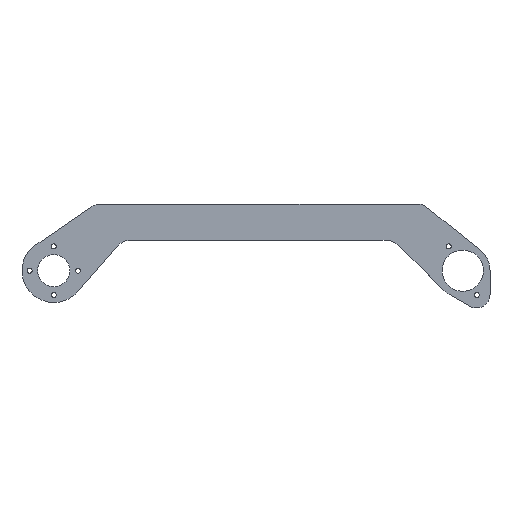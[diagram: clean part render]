
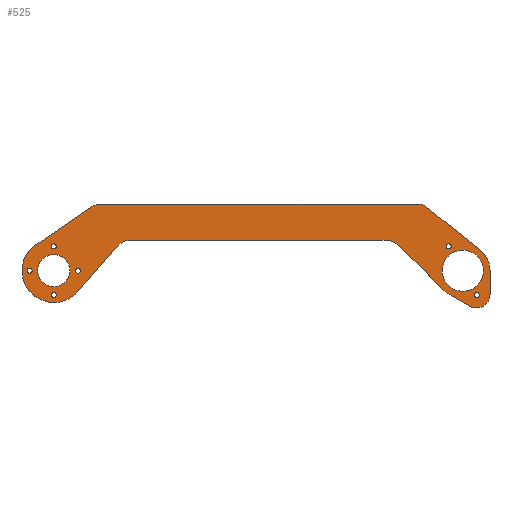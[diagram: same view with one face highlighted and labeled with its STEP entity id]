
A CAD part, top view. The second image highlights one B-rep face of the part: STEP entity #525.
In plain terms, the highlighted planar face has unit normal (0, 0, 1).
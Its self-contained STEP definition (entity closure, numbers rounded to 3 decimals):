
#15=FACE_BOUND('',#92,.T.);
#16=FACE_BOUND('',#93,.T.);
#17=FACE_BOUND('',#94,.T.);
#18=FACE_BOUND('',#95,.T.);
#19=FACE_BOUND('',#96,.T.);
#20=FACE_BOUND('',#97,.T.);
#21=FACE_BOUND('',#98,.T.);
#22=FACE_BOUND('',#99,.T.);
#39=PLANE('',#597);
#65=FACE_OUTER_BOUND('',#91,.T.);
#91=EDGE_LOOP('',(#437,#438,#439,#440,#441,#442,#443,#444,#445,#446,#447,
#448,#449,#450,#451,#452));
#92=EDGE_LOOP('',(#453));
#93=EDGE_LOOP('',(#454));
#94=EDGE_LOOP('',(#455));
#95=EDGE_LOOP('',(#456));
#96=EDGE_LOOP('',(#457));
#97=EDGE_LOOP('',(#458));
#98=EDGE_LOOP('',(#459));
#99=EDGE_LOOP('',(#460));
#119=LINE('',#813,#159);
#123=LINE('',#825,#163);
#127=LINE('',#837,#167);
#131=LINE('',#849,#171);
#135=LINE('',#861,#175);
#139=LINE('',#873,#179);
#143=LINE('',#885,#183);
#147=LINE('',#897,#187);
#159=VECTOR('',#661,10.);
#163=VECTOR('',#673,10.);
#167=VECTOR('',#685,10.);
#171=VECTOR('',#697,10.);
#175=VECTOR('',#709,10.);
#179=VECTOR('',#721,10.);
#183=VECTOR('',#733,10.);
#187=VECTOR('',#745,10.);
#190=CIRCLE('',#543,13.6);
#192=CIRCLE('',#546,1.666);
#194=CIRCLE('',#549,1.666);
#196=CIRCLE('',#552,1.666);
#198=CIRCLE('',#555,1.666);
#200=CIRCLE('',#558,1.666);
#202=CIRCLE('',#561,1.666);
#204=CIRCLE('',#564,10.6);
#206=CIRCLE('',#568,10.);
#208=CIRCLE('',#572,10.);
#210=CIRCLE('',#576,21.);
#212=CIRCLE('',#580,10.);
#214=CIRCLE('',#584,10.);
#216=CIRCLE('',#588,18.);
#218=CIRCLE('',#592,9.);
#220=CIRCLE('',#596,18.);
#222=VERTEX_POINT('',#761);
#224=VERTEX_POINT('',#767);
#226=VERTEX_POINT('',#773);
#228=VERTEX_POINT('',#779);
#230=VERTEX_POINT('',#785);
#232=VERTEX_POINT('',#791);
#234=VERTEX_POINT('',#797);
#236=VERTEX_POINT('',#803);
#239=VERTEX_POINT('',#810);
#240=VERTEX_POINT('',#812);
#242=VERTEX_POINT('',#818);
#244=VERTEX_POINT('',#824);
#246=VERTEX_POINT('',#830);
#248=VERTEX_POINT('',#836);
#250=VERTEX_POINT('',#842);
#252=VERTEX_POINT('',#848);
#254=VERTEX_POINT('',#854);
#256=VERTEX_POINT('',#860);
#258=VERTEX_POINT('',#866);
#260=VERTEX_POINT('',#872);
#262=VERTEX_POINT('',#878);
#264=VERTEX_POINT('',#884);
#266=VERTEX_POINT('',#890);
#268=VERTEX_POINT('',#896);
#271=EDGE_CURVE('',#222,#222,#190,.T.);
#274=EDGE_CURVE('',#224,#224,#192,.T.);
#277=EDGE_CURVE('',#226,#226,#194,.T.);
#280=EDGE_CURVE('',#228,#228,#196,.T.);
#283=EDGE_CURVE('',#230,#230,#198,.T.);
#286=EDGE_CURVE('',#232,#232,#200,.T.);
#289=EDGE_CURVE('',#234,#234,#202,.T.);
#292=EDGE_CURVE('',#236,#236,#204,.T.);
#295=EDGE_CURVE('',#240,#239,#119,.T.);
#298=EDGE_CURVE('',#242,#240,#206,.T.);
#301=EDGE_CURVE('',#244,#242,#123,.T.);
#304=EDGE_CURVE('',#246,#244,#208,.T.);
#307=EDGE_CURVE('',#248,#246,#127,.T.);
#310=EDGE_CURVE('',#250,#248,#210,.T.);
#313=EDGE_CURVE('',#252,#250,#131,.T.);
#316=EDGE_CURVE('',#254,#252,#212,.T.);
#319=EDGE_CURVE('',#256,#254,#135,.T.);
#322=EDGE_CURVE('',#258,#256,#214,.T.);
#325=EDGE_CURVE('',#260,#258,#139,.T.);
#328=EDGE_CURVE('',#262,#260,#216,.T.);
#331=EDGE_CURVE('',#264,#262,#143,.T.);
#334=EDGE_CURVE('',#266,#264,#218,.T.);
#337=EDGE_CURVE('',#268,#266,#147,.T.);
#340=EDGE_CURVE('',#239,#268,#220,.T.);
#437=ORIENTED_EDGE('',*,*,#340,.T.);
#438=ORIENTED_EDGE('',*,*,#337,.T.);
#439=ORIENTED_EDGE('',*,*,#334,.T.);
#440=ORIENTED_EDGE('',*,*,#331,.T.);
#441=ORIENTED_EDGE('',*,*,#328,.T.);
#442=ORIENTED_EDGE('',*,*,#325,.T.);
#443=ORIENTED_EDGE('',*,*,#322,.T.);
#444=ORIENTED_EDGE('',*,*,#319,.T.);
#445=ORIENTED_EDGE('',*,*,#316,.T.);
#446=ORIENTED_EDGE('',*,*,#313,.T.);
#447=ORIENTED_EDGE('',*,*,#310,.T.);
#448=ORIENTED_EDGE('',*,*,#307,.T.);
#449=ORIENTED_EDGE('',*,*,#304,.T.);
#450=ORIENTED_EDGE('',*,*,#301,.T.);
#451=ORIENTED_EDGE('',*,*,#298,.T.);
#452=ORIENTED_EDGE('',*,*,#295,.T.);
#453=ORIENTED_EDGE('',*,*,#271,.T.);
#454=ORIENTED_EDGE('',*,*,#274,.T.);
#455=ORIENTED_EDGE('',*,*,#277,.T.);
#456=ORIENTED_EDGE('',*,*,#280,.T.);
#457=ORIENTED_EDGE('',*,*,#283,.T.);
#458=ORIENTED_EDGE('',*,*,#286,.T.);
#459=ORIENTED_EDGE('',*,*,#289,.T.);
#460=ORIENTED_EDGE('',*,*,#292,.T.);
#525=ADVANCED_FACE('',(#65,#15,#16,#17,#18,#19,#20,#21,#22),#39,.T.);
#543=AXIS2_PLACEMENT_3D('',#763,#606,#607);
#546=AXIS2_PLACEMENT_3D('',#769,#613,#614);
#549=AXIS2_PLACEMENT_3D('',#775,#620,#621);
#552=AXIS2_PLACEMENT_3D('',#781,#627,#628);
#555=AXIS2_PLACEMENT_3D('',#787,#634,#635);
#558=AXIS2_PLACEMENT_3D('',#793,#641,#642);
#561=AXIS2_PLACEMENT_3D('',#799,#648,#649);
#564=AXIS2_PLACEMENT_3D('',#805,#655,#656);
#568=AXIS2_PLACEMENT_3D('',#819,#667,#668);
#572=AXIS2_PLACEMENT_3D('',#831,#679,#680);
#576=AXIS2_PLACEMENT_3D('',#843,#691,#692);
#580=AXIS2_PLACEMENT_3D('',#855,#703,#704);
#584=AXIS2_PLACEMENT_3D('',#867,#715,#716);
#588=AXIS2_PLACEMENT_3D('',#879,#727,#728);
#592=AXIS2_PLACEMENT_3D('',#891,#739,#740);
#596=AXIS2_PLACEMENT_3D('',#901,#751,#752);
#597=AXIS2_PLACEMENT_3D('',#902,#753,#754);
#606=DIRECTION('center_axis',(0.,0.,-1.));
#607=DIRECTION('ref_axis',(1.,0.,0.));
#613=DIRECTION('center_axis',(0.,0.,-1.));
#614=DIRECTION('ref_axis',(1.,0.,0.));
#620=DIRECTION('center_axis',(0.,0.,-1.));
#621=DIRECTION('ref_axis',(1.,0.,0.));
#627=DIRECTION('center_axis',(0.,0.,-1.));
#628=DIRECTION('ref_axis',(1.,0.,0.));
#634=DIRECTION('center_axis',(0.,0.,-1.));
#635=DIRECTION('ref_axis',(1.,0.,0.));
#641=DIRECTION('center_axis',(0.,0.,-1.));
#642=DIRECTION('ref_axis',(1.,0.,0.));
#648=DIRECTION('center_axis',(0.,0.,-1.));
#649=DIRECTION('ref_axis',(1.,0.,0.));
#655=DIRECTION('center_axis',(0.,0.,-1.));
#656=DIRECTION('ref_axis',(1.,0.,0.));
#661=DIRECTION('',(0.712,-0.702,0.));
#667=DIRECTION('center_axis',(0.,0.,-1.));
#668=DIRECTION('ref_axis',(0.702,0.712,0.));
#673=DIRECTION('',(1.,0.,0.));
#679=DIRECTION('center_axis',(0.,0.,-1.));
#680=DIRECTION('ref_axis',(0.,1.,0.));
#685=DIRECTION('',(0.659,0.752,0.));
#691=DIRECTION('center_axis',(0.,0.,1.));
#692=DIRECTION('ref_axis',(1.,0.,0.));
#697=DIRECTION('',(-0.825,-0.566,0.));
#703=DIRECTION('center_axis',(0.,0.,1.));
#704=DIRECTION('ref_axis',(0.,1.,0.));
#709=DIRECTION('',(-1.,0.,0.));
#715=DIRECTION('center_axis',(0.,0.,1.));
#716=DIRECTION('ref_axis',(0.621,0.784,0.));
#721=DIRECTION('',(-0.784,0.621,0.));
#727=DIRECTION('center_axis',(0.,0.,1.));
#728=DIRECTION('ref_axis',(1.,0.,0.));
#733=DIRECTION('',(0.,1.,0.));
#739=DIRECTION('center_axis',(0.,0.,1.));
#740=DIRECTION('ref_axis',(1.,0.,0.));
#745=DIRECTION('',(0.866,-0.5,0.));
#751=DIRECTION('center_axis',(0.,0.,1.));
#752=DIRECTION('ref_axis',(1.,0.,0.));
#753=DIRECTION('center_axis',(0.,0.,1.));
#754=DIRECTION('ref_axis',(1.,0.,0.));
#761=CARTESIAN_POINT('',(256.4,0.,6.));
#763=CARTESIAN_POINT('Origin',(270.,0.,6.));
#767=CARTESIAN_POINT('',(259.084,16.021,6.));
#769=CARTESIAN_POINT('Origin',(260.75,16.021,6.));
#773=CARTESIAN_POINT('',(277.584,-16.021,6.));
#775=CARTESIAN_POINT('Origin',(279.25,-16.021,6.));
#779=CARTESIAN_POINT('',(-17.666,0.,6.));
#781=CARTESIAN_POINT('Origin',(-16.,0.,6.));
#785=CARTESIAN_POINT('',(-1.666,16.,6.));
#787=CARTESIAN_POINT('Origin',(0.,16.,6.));
#791=CARTESIAN_POINT('',(-1.666,-16.,6.));
#793=CARTESIAN_POINT('Origin',(0.,-16.,6.));
#797=CARTESIAN_POINT('',(14.334,0.,6.));
#799=CARTESIAN_POINT('Origin',(16.,0.,6.));
#803=CARTESIAN_POINT('',(-10.6,0.,6.));
#805=CARTESIAN_POINT('Origin',(0.,0.,6.));
#810=CARTESIAN_POINT('',(257.357,-12.813,6.));
#812=CARTESIAN_POINT('',(227.024,17.118,6.));
#813=CARTESIAN_POINT('',(257.357,-12.813,6.));
#818=CARTESIAN_POINT('',(220.,20.,6.));
#819=CARTESIAN_POINT('Origin',(220.,10.,6.));
#824=CARTESIAN_POINT('',(50.,20.,6.));
#825=CARTESIAN_POINT('',(50.,20.,6.));
#830=CARTESIAN_POINT('',(42.481,16.593,6.));
#831=CARTESIAN_POINT('Origin',(50.,10.,6.));
#836=CARTESIAN_POINT('',(15.789,-13.846,6.));
#837=CARTESIAN_POINT('',(42.481,16.593,6.));
#842=CARTESIAN_POINT('',(-8.276,19.301,6.));
#843=CARTESIAN_POINT('Origin',(0.,0.,6.));
#848=CARTESIAN_POINT('',(25.178,42.247,6.));
#849=CARTESIAN_POINT('',(-8.276,19.301,6.));
#854=CARTESIAN_POINT('',(30.834,44.,6.));
#855=CARTESIAN_POINT('Origin',(30.834,34.,6.));
#860=CARTESIAN_POINT('',(240.,44.,6.));
#861=CARTESIAN_POINT('',(240.,44.,6.));
#866=CARTESIAN_POINT('',(246.213,41.835,6.));
#867=CARTESIAN_POINT('Origin',(240.,34.,6.));
#872=CARTESIAN_POINT('',(281.184,14.104,6.));
#873=CARTESIAN_POINT('',(246.213,41.835,6.));
#878=CARTESIAN_POINT('',(288.,0.,6.));
#879=CARTESIAN_POINT('Origin',(270.,0.,6.));
#884=CARTESIAN_POINT('',(288.,-15.588,6.));
#885=CARTESIAN_POINT('',(288.,-15.588,6.));
#890=CARTESIAN_POINT('',(274.5,-23.383,6.));
#891=CARTESIAN_POINT('Origin',(279.,-15.588,6.));
#896=CARTESIAN_POINT('',(261.,-15.588,6.));
#897=CARTESIAN_POINT('',(261.,-15.588,6.));
#901=CARTESIAN_POINT('Origin',(270.,0.,6.));
#902=CARTESIAN_POINT('Origin',(133.5,9.706,6.));
